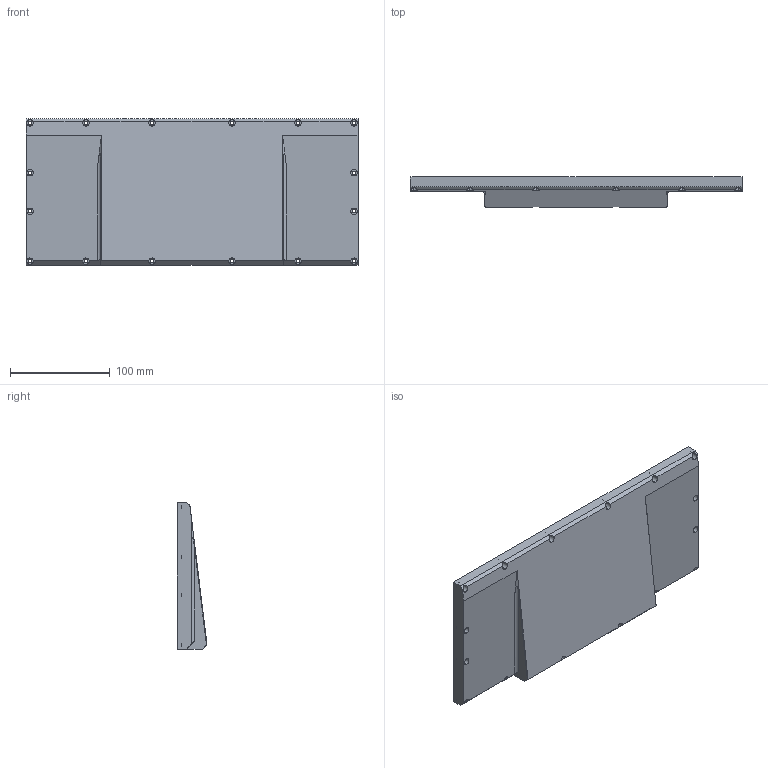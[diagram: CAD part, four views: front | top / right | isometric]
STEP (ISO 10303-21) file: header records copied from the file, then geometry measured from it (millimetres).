
FILE_DESCRIPTION (( 'STEP AP203' ), '1' );
FILE_NAME ('Case_Bottom_1.STEP', '2021-01-17T17:48:21', ( '' ), ( '' ), 'SwSTEP 2.0', 'SolidWorks 2019', '' );
FILE_SCHEMA (( 'CONFIG_CONTROL_DESIGN' ));
Length unit declared in the file: millimetre
Products named in the file (1): Case_Bottom_1
Bounding box: 332.27 x 29.95 x 146.54 mm (x, y, z)
Volume: 447708.2 mm3; surface area: 127513.4 mm2
Topology: 1 solids, 1 shells, 240 faces, 608 edges, 375 vertices
Faces by surface type: cylinder 113, plane 101, cone 13, torus 13
Entity records: 7275 total; most frequent: CARTESIAN_POINT 1428, ORIENTED_EDGE 1216, DIRECTION 1212, EDGE_CURVE 608, AXIS2_PLACEMENT_3D 431, VERTEX_POINT 375, LINE 350, VECTOR 350
